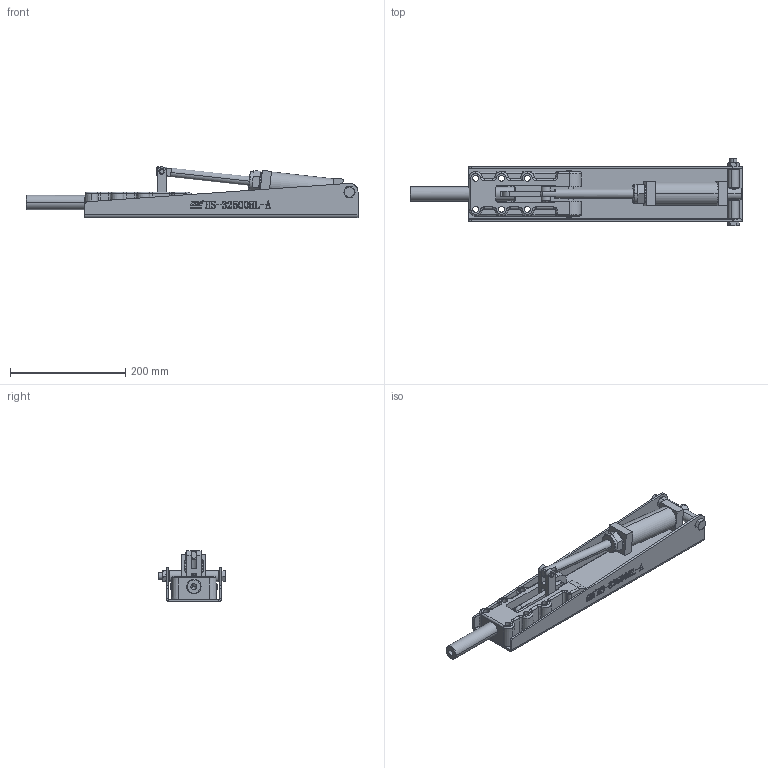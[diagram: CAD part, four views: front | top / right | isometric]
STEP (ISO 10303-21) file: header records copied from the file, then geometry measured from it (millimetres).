
FILE_DESCRIPTION (( 'STEP AP203' ), '1' );
FILE_NAME ('HS-32500HL-A 装配体.STEP', '2018-12-07T08:50:13', ( 'PCOS' ), ( '微软中国' ), 'SwSTEP 2.0', 'SolidWorks 2012', '' );
FILE_SCHEMA (( 'CONFIG_CONTROL_DESIGN' ));
Length unit declared in the file: millimetre
Products named in the file (14): HS-32500HL-A 蚾饜极; 种杶; 种2; 种1; hex thin nuts-grades ab-chamfered gb_GB_FASTENER_NUT_STNAB M12-N; hexagon head bolts-full thread gb_GB_FASTENER_BOLT_STBAB A M12X110-N; 蚐詰; 挴裝; 蹟譫; 蟀裝2; 蟀裝; 活塞杆; 菁釱; 菁殤
Assembly tree (15 placements, depth 2):
  HS-32500HL-A 蚾饜极
    菁殤
    菁釱
    活塞杆
    蟀裝
    蟀裝2
    蹟譫
    挴裝
    蚐詰
    hexagon head bolts-full thread gb_GB_FASTENER_BOLT_STBAB A M12X110-N
    hex thin nuts-grades ab-chamfered gb_GB_FASTENER_NUT_STNAB M12-N
    种1  x2
    种2
    种杶  x2
Bounding box: 577 x 117.68 x 88.71 mm (x, y, z)
Volume: 1065014.3 mm3; surface area: 334839.6 mm2
Topology: 15 solids, 15 shells, 831 faces, 2163 edges, 1397 vertices
Faces by surface type: plane 378, bspline 203, cylinder 177, cone 50, torus 23
Entity records: 35404 total; most frequent: CARTESIAN_POINT 15047, ORIENTED_EDGE 4226, DIRECTION 3328, EDGE_CURVE 2113, VERTEX_POINT 1373, VECTOR 1188, LINE 1188, AXIS2_PLACEMENT_3D 1070
